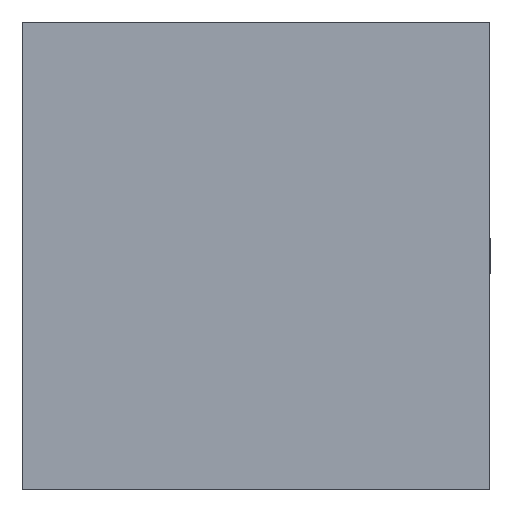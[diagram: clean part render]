
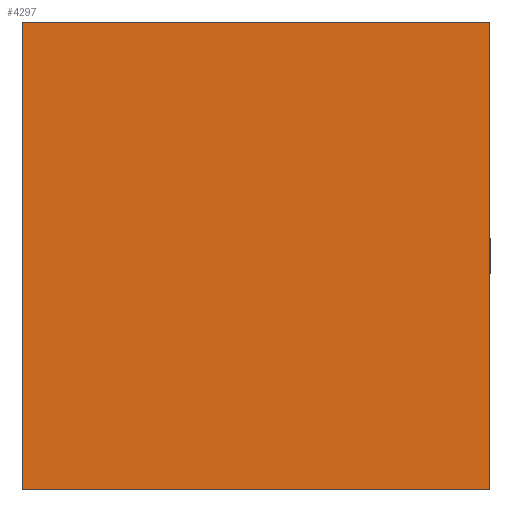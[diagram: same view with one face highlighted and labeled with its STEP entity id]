
A CAD part, front view. The second image highlights one B-rep face of the part: STEP entity #4297.
In plain terms, the highlighted planar face has unit normal (0, -1, 0).
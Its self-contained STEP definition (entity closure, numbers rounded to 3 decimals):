
#296=ORIENTED_EDGE('',*,*,#1502,.T.);
#297=ORIENTED_EDGE('',*,*,#1566,.T.);
#298=ORIENTED_EDGE('',*,*,#1577,.T.);
#299=ORIENTED_EDGE('',*,*,#1510,.T.);
#1502=EDGE_CURVE('',#2151,#2150,#2582,.T.);
#1510=EDGE_CURVE('',#2158,#2151,#2590,.T.);
#1566=EDGE_CURVE('',#2150,#2207,#2638,.T.);
#1577=EDGE_CURVE('',#2207,#2158,#2649,.T.);
#2150=VERTEX_POINT('',#6977);
#2151=VERTEX_POINT('',#6979);
#2158=VERTEX_POINT('',#6995);
#2207=VERTEX_POINT('',#7101);
#2582=LINE('',#6978,#3114);
#2590=LINE('',#6994,#3122);
#2638=LINE('',#7102,#3170);
#2649=LINE('',#7122,#3181);
#3114=VECTOR('',#5747,1000.);
#3122=VECTOR('',#5757,1000.);
#3170=VECTOR('',#5825,1000.);
#3181=VECTOR('',#5838,1000.);
#3653=EDGE_LOOP('',(#296,#297,#298,#299));
#3891=FACE_BOUND('',#3653,.T.);
#4125=PLANE('',#5406);
#4297=ADVANCED_FACE('',(#3891),#4125,.T.);
#5406=AXIS2_PLACEMENT_3D('',#7123,#5839,#5840);
#5747=DIRECTION('',(0.,0.,1.));
#5757=DIRECTION('',(1.,0.,0.));
#5825=DIRECTION('',(-1.,0.,0.));
#5838=DIRECTION('',(0.,0.,-1.));
#5839=DIRECTION('',(0.,-1.,0.));
#5840=DIRECTION('',(0.,0.,-1.));
#6977=CARTESIAN_POINT('',(2.063,-0.575,0.14));
#6978=CARTESIAN_POINT('',(2.063,-0.575,-1.86));
#6979=CARTESIAN_POINT('',(2.063,-0.575,-1.86));
#6994=CARTESIAN_POINT('',(0.063,-0.575,-1.86));
#6995=CARTESIAN_POINT('',(0.063,-0.575,-1.86));
#7101=CARTESIAN_POINT('',(0.063,-0.575,0.14));
#7102=CARTESIAN_POINT('',(2.063,-0.575,0.14));
#7122=CARTESIAN_POINT('',(0.063,-0.575,0.14));
#7123=CARTESIAN_POINT('',(2.063,-0.575,0.14));
